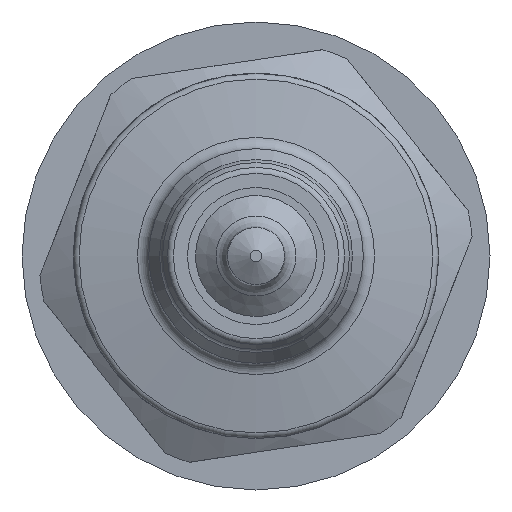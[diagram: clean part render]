
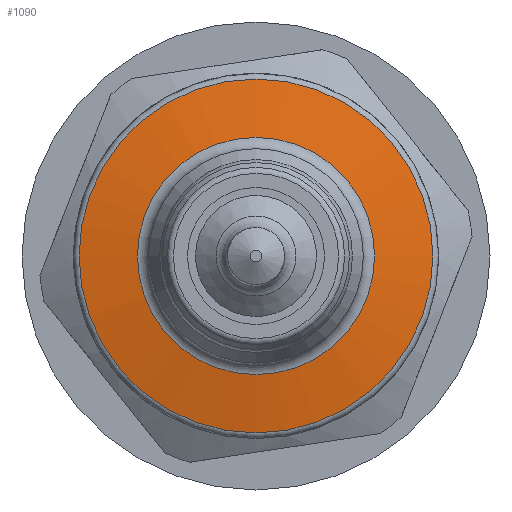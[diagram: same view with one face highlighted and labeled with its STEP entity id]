
A CAD part, left-side view. The second image highlights one B-rep face of the part: STEP entity #1090.
In plain terms, the highlighted conical face has half-angle 80 degrees and reference radius 6.35 mm.
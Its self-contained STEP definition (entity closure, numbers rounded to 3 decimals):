
#41=CONICAL_SURFACE('',#1233,6.35,1.396);
#83=LINE('',#1829,#127);
#127=VECTOR('',#1508,6.35);
#292=FACE_OUTER_BOUND('',#372,.T.);
#372=EDGE_LOOP('',(#870,#871,#872,#873));
#458=CIRCLE('',#1222,7.752);
#464=CIRCLE('',#1234,5.196);
#542=VERTEX_POINT('',#1807);
#546=VERTEX_POINT('',#1827);
#652=EDGE_CURVE('',#542,#542,#458,.T.);
#662=EDGE_CURVE('',#546,#546,#464,.T.);
#663=EDGE_CURVE('',#546,#542,#83,.T.);
#870=ORIENTED_EDGE('',*,*,#662,.F.);
#871=ORIENTED_EDGE('',*,*,#663,.T.);
#872=ORIENTED_EDGE('',*,*,#652,.F.);
#873=ORIENTED_EDGE('',*,*,#663,.F.);
#1090=ADVANCED_FACE('',(#292),#41,.T.);
#1222=AXIS2_PLACEMENT_3D('',#1808,#1478,#1479);
#1233=AXIS2_PLACEMENT_3D('',#1826,#1504,#1505);
#1234=AXIS2_PLACEMENT_3D('',#1828,#1506,#1507);
#1478=DIRECTION('center_axis',(1.,0.,0.));
#1479=DIRECTION('ref_axis',(0.,0.,-1.));
#1504=DIRECTION('center_axis',(1.,0.,0.));
#1505=DIRECTION('ref_axis',(0.,0.,1.));
#1506=DIRECTION('center_axis',(-1.,0.,0.));
#1507=DIRECTION('ref_axis',(0.,0.,-1.));
#1508=DIRECTION('',(0.174,0.,-0.985));
#1807=CARTESIAN_POINT('',(18.338,0.,-7.752));
#1808=CARTESIAN_POINT('Origin',(18.338,0.,0.));
#1826=CARTESIAN_POINT('Origin',(18.091,0.,0.));
#1827=CARTESIAN_POINT('',(17.887,0.,-5.196));
#1828=CARTESIAN_POINT('Origin',(17.887,0.,0.));
#1829=CARTESIAN_POINT('',(18.091,0.,-6.35));
